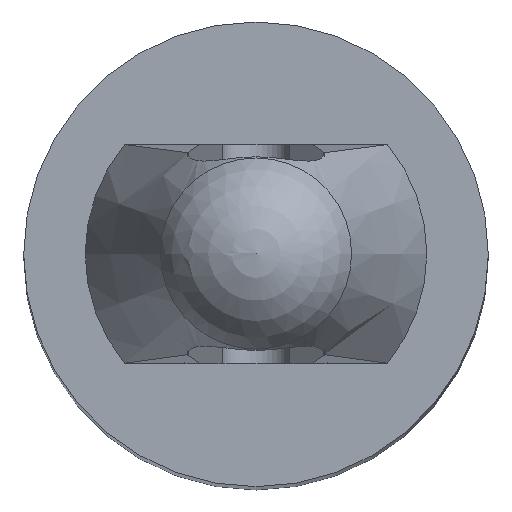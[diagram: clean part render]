
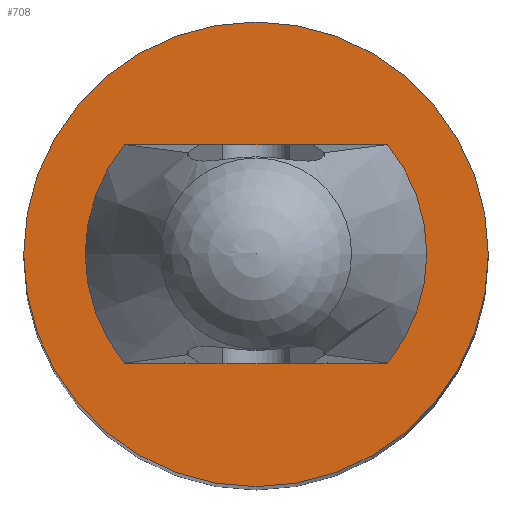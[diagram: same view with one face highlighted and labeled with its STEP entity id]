
A CAD part, top view. The second image highlights one B-rep face of the part: STEP entity #708.
In plain terms, the highlighted planar face has unit normal (0, 0, 1).
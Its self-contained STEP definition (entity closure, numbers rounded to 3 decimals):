
#69=CIRCLE('',#765,0.95);
#70=CIRCLE('',#767,0.95);
#80=CIRCLE('',#791,1.7);
#201=ORIENTED_EDGE('',*,*,#334,.T.);
#202=ORIENTED_EDGE('',*,*,#381,.F.);
#203=ORIENTED_EDGE('',*,*,#382,.F.);
#204=ORIENTED_EDGE('',*,*,#336,.T.);
#205=ORIENTED_EDGE('',*,*,#383,.T.);
#206=ORIENTED_EDGE('',*,*,#384,.T.);
#207=ORIENTED_EDGE('',*,*,#380,.F.);
#334=EDGE_CURVE('',#429,#428,#69,.T.);
#336=EDGE_CURVE('',#430,#431,#70,.T.);
#380=EDGE_CURVE('',#460,#460,#80,.T.);
#381=EDGE_CURVE('',#454,#428,#505,.T.);
#382=EDGE_CURVE('',#430,#454,#506,.T.);
#383=EDGE_CURVE('',#431,#455,#507,.T.);
#384=EDGE_CURVE('',#455,#429,#508,.T.);
#428=VERTEX_POINT('',#1129);
#429=VERTEX_POINT('',#1131);
#430=VERTEX_POINT('',#1135);
#431=VERTEX_POINT('',#1136);
#454=VERTEX_POINT('',#1223);
#455=VERTEX_POINT('',#1226);
#460=VERTEX_POINT('',#1247);
#505=LINE('',#1249,#561);
#506=LINE('',#1250,#562);
#507=LINE('',#1251,#563);
#508=LINE('',#1252,#564);
#561=VECTOR('',#964,1000.);
#562=VECTOR('',#965,1000.);
#563=VECTOR('',#966,1000.);
#564=VECTOR('',#967,1000.);
#598=EDGE_LOOP('',(#201,#202,#203,#204,#205,#206));
#599=EDGE_LOOP('',(#207));
#642=FACE_BOUND('',#598,.T.);
#643=FACE_BOUND('',#599,.T.);
#670=PLANE('',#792);
#708=ADVANCED_FACE('',(#642,#643),#670,.T.);
#765=AXIS2_PLACEMENT_3D('',#1130,#885,#886);
#767=AXIS2_PLACEMENT_3D('',#1134,#890,#891);
#791=AXIS2_PLACEMENT_3D('',#1246,#960,#961);
#792=AXIS2_PLACEMENT_3D('',#1248,#962,#963);
#885=DIRECTION('',(0.,0.,-1.));
#886=DIRECTION('',(-1.,0.,0.));
#890=DIRECTION('',(0.,0.,-1.));
#891=DIRECTION('',(-1.,0.,0.));
#960=DIRECTION('',(0.,0.,-1.));
#961=DIRECTION('',(-1.,0.,0.));
#962=DIRECTION('',(0.,0.,1.));
#963=DIRECTION('',(1.,0.,0.));
#964=DIRECTION('',(-1.,0.,0.));
#965=DIRECTION('',(-1.,0.,0.));
#966=DIRECTION('',(-1.,0.,0.));
#967=DIRECTION('',(-1.,0.,0.));
#1129=CARTESIAN_POINT('',(-0.512,0.8,7.));
#1130=CARTESIAN_POINT('',(0.,0.,7.));
#1131=CARTESIAN_POINT('',(-0.512,-0.8,7.));
#1134=CARTESIAN_POINT('',(0.,0.,7.));
#1135=CARTESIAN_POINT('',(0.512,0.8,7.));
#1136=CARTESIAN_POINT('',(0.512,-0.8,7.));
#1223=CARTESIAN_POINT('',(0.,0.8,7.));
#1226=CARTESIAN_POINT('',(0.,-0.8,7.));
#1246=CARTESIAN_POINT('',(0.,0.,7.));
#1247=CARTESIAN_POINT('',(-1.7,0.,7.));
#1248=CARTESIAN_POINT('',(-0.95,0.,7.));
#1249=CARTESIAN_POINT('',(1.7,0.8,7.));
#1250=CARTESIAN_POINT('',(1.7,0.8,7.));
#1251=CARTESIAN_POINT('',(1.7,-0.8,7.));
#1252=CARTESIAN_POINT('',(1.7,-0.8,7.));
